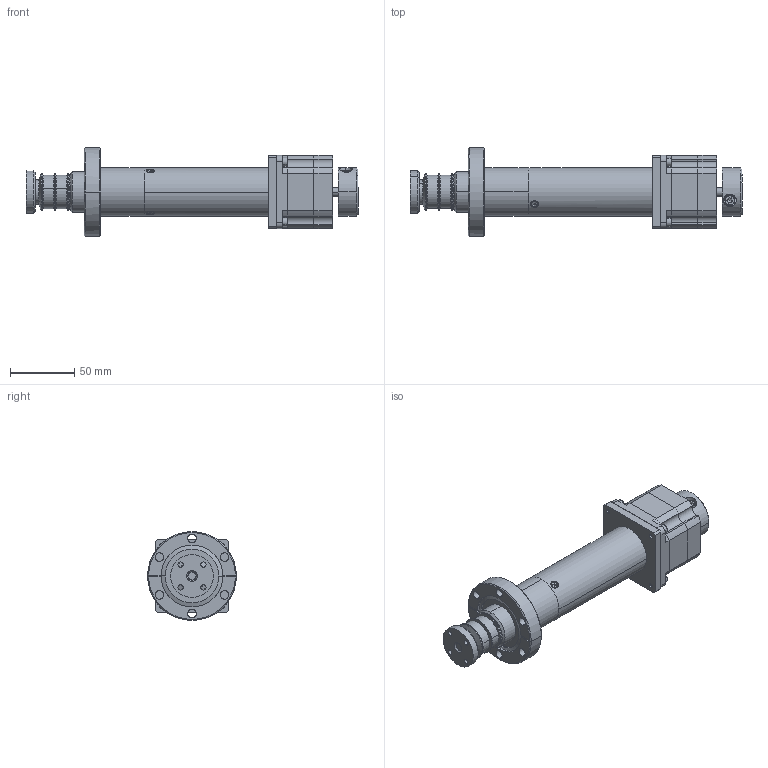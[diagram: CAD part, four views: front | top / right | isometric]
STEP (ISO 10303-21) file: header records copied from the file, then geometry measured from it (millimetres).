
FILE_DESCRIPTION (( 'STEP AP214' ), '1' );
FILE_NAME ('FLMR-275-50-2_MS.STEP', '2016-07-05T21:25:57', ( 'My Thermionics' ), ( '' ), 'SwSTEP 2.0', 'SolidWorks 2010', '' );
FILE_SCHEMA (( 'AUTOMOTIVE_DESIGN' ));
Length unit declared in the file: inch
Products named in the file (1): FLMR-275-50-2_MS
Bounding box: 259.33 x 69.34 x 69.34 mm (x, y, z)
Surface area: 74569.3 mm2 (no closed solid volume)
Topology: 0 solids, 35 shells, 338 faces, 967 edges, 625 vertices
Faces by surface type: cylinder 147, plane 141, cone 50
Entity records: 16175 total; most frequent: CARTESIAN_POINT 2822, DIRECTION 2006, ORIENTED_EDGE 1606, EDGE_CURVE 957, AXIS2_PLACEMENT_3D 747, VERTEX_POINT 625, VECTOR 512, LINE 512
